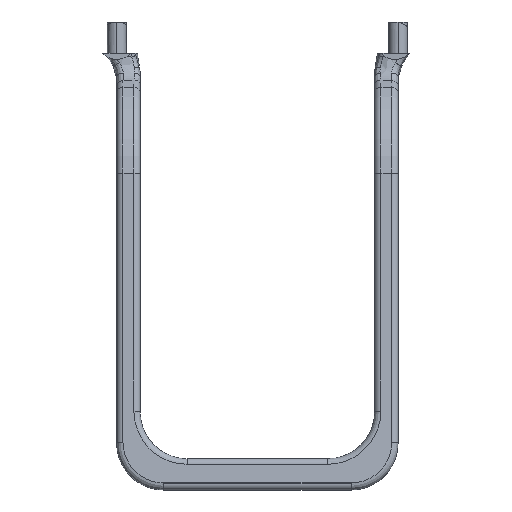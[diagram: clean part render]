
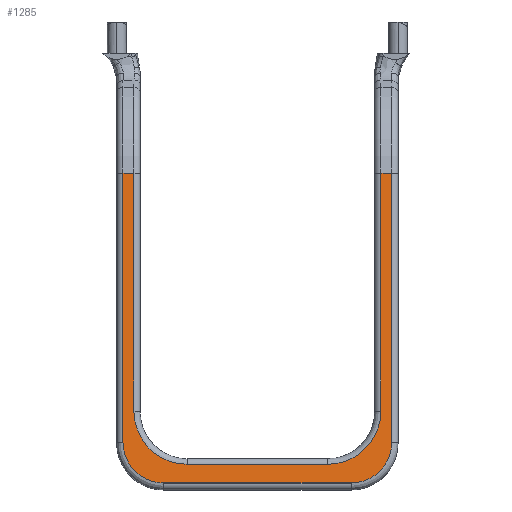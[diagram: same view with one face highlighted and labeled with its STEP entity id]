
A CAD part, top view. The second image highlights one B-rep face of the part: STEP entity #1285.
In plain terms, the highlighted planar face has unit normal (0, 0.116, 0.993).
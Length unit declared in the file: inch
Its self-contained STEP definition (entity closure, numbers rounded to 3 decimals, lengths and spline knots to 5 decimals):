
#49 = CARTESIAN_POINT ( 'NONE',  ( 0.275, -7.19054, 2.1777 ) ) ;
#91 = ORIENTED_EDGE ( 'NONE', *, *, #3729, .T. ) ;
#96 = VERTEX_POINT ( 'NONE', #4924 ) ;
#353 = CARTESIAN_POINT ( 'NONE',  ( 0.1, -6.42898, 2.08905 ) ) ;
#442 = CARTESIAN_POINT ( 'NONE',  ( 4.4, -2.12128, 1.5876 ) ) ;
#501 = CARTESIAN_POINT ( 'NONE',  ( 3.87292, -6.77898, 2.12979 ) ) ;
#508 = DIRECTION ( 'NONE',  ( 0., -0.993, 0.116 ) ) ;
#540 = DIRECTION ( 'NONE',  ( 0., -0.116, -0.993 ) ) ;
#555 = EDGE_CURVE ( 'NONE', #1241, #2253, #3443, .T. ) ;
#593 = ORIENTED_EDGE ( 'NONE', *, *, #2289, .T. ) ;
#616 = CARTESIAN_POINT ( 'NONE',  ( 4.225, -5.94054, 2.03219 ) ) ;
#690 = EDGE_CURVE ( 'NONE', #3189, #4641, #737, .T. ) ;
#737 = LINE ( 'NONE', #1149, #1816 ) ;
#740 = CARTESIAN_POINT ( 'NONE',  ( 0.36924, -7.07898, 2.16471 ) ) ;
#779 = CARTESIAN_POINT ( 'NONE',  ( 0.1, -6.42898, 2.08905 ) ) ;
#788 = CARTESIAN_POINT ( 'NONE',  ( 4.13076, -7.07898, 2.16471 ) ) ;
#836 = AXIS2_PLACEMENT_3D ( 'NONE', #4736, #540, #891 ) ;
#868 = CARTESIAN_POINT ( 'NONE',  ( 4.4, -6.42898, 2.08905 ) ) ;
#891 = DIRECTION ( 'NONE',  ( 0., 0.993, -0.116 ) ) ;
#972 = DIRECTION ( 'NONE',  ( 0., 0.993, -0.116 ) ) ;
#1007 = VECTOR ( 'NONE', #4703, 39.37008 ) ;
#1031 = CARTESIAN_POINT ( 'NONE',  ( 4.225, -2.12128, 1.5876 ) ) ;
#1149 = CARTESIAN_POINT ( 'NONE',  ( 4.5, -2.12128, 1.5876 ) ) ;
#1167 = EDGE_CURVE ( 'NONE', #4641, #3645, #5153, .T. ) ;
#1192 = VERTEX_POINT ( 'NONE', #868 ) ;
#1241 = VERTEX_POINT ( 'NONE', #1703 ) ;
#1285 = ADVANCED_FACE ( 'NONE', ( #4282 ), #2928, .F. ) ;
#1305 = CARTESIAN_POINT ( 'NONE',  ( 3.375, -6.77898, 2.12979 ) ) ;
#1307 = ORIENTED_EDGE ( 'NONE', *, *, #4536, .T. ) ;
#1397 = LINE ( 'NONE', #2136, #5263 ) ;
#1413 =( BOUNDED_CURVE ( )  B_SPLINE_CURVE ( 3, ( #3028, #3815, #5144, #1724 ),
 .UNSPECIFIED., .F., .T. ) 
 B_SPLINE_CURVE_WITH_KNOTS ( ( 4, 4 ),
 ( 0., 1.5708 ),
 .UNSPECIFIED. ) 
 CURVE ( )  GEOMETRIC_REPRESENTATION_ITEM ( )  RATIONAL_B_SPLINE_CURVE ( ( 1., 0.805, 0.805, 1. ) ) 
 REPRESENTATION_ITEM ( '' )  );
#1442 = CARTESIAN_POINT ( 'NONE',  ( 4.225, -5.92898, 2.03084 ) ) ;
#1548 = VECTOR ( 'NONE', #2531, 39.37008 ) ;
#1682 = EDGE_CURVE ( 'NONE', #4828, #3189, #3867, .T. ) ;
#1703 = CARTESIAN_POINT ( 'NONE',  ( 3.375, -6.77898, 2.12979 ) ) ;
#1724 = CARTESIAN_POINT ( 'NONE',  ( 0.275, -5.92898, 2.03084 ) ) ;
#1816 = VECTOR ( 'NONE', #2827, 39.37008 ) ;
#1914 = VERTEX_POINT ( 'NONE', #3441 ) ;
#2020 = CARTESIAN_POINT ( 'NONE',  ( 0.75, -7.07898, 2.16471 ) ) ;
#2136 = CARTESIAN_POINT ( 'NONE',  ( 4.5, -2.12128, 1.5876 ) ) ;
#2185 =( BOUNDED_CURVE ( )  B_SPLINE_CURVE ( 3, ( #2194, #2631, #501, #1305 ),
 .UNSPECIFIED., .F., .T. ) 
 B_SPLINE_CURVE_WITH_KNOTS ( ( 4, 4 ),
 ( 1.5708, 3.14159 ),
 .UNSPECIFIED. ) 
 CURVE ( )  GEOMETRIC_REPRESENTATION_ITEM ( )  RATIONAL_B_SPLINE_CURVE ( ( 1., 0.805, 0.805, 1. ) ) 
 REPRESENTATION_ITEM ( '' )  );
#2194 = CARTESIAN_POINT ( 'NONE',  ( 4.225, -5.92898, 2.03084 ) ) ;
#2199 = CARTESIAN_POINT ( 'NONE',  ( 1.125, -6.77898, 2.12979 ) ) ;
#2253 = VERTEX_POINT ( 'NONE', #2199 ) ;
#2289 = EDGE_CURVE ( 'NONE', #2293, #4665, #4361, .T. ) ;
#2293 = VERTEX_POINT ( 'NONE', #1031 ) ;
#2393 = ORIENTED_EDGE ( 'NONE', *, *, #690, .T. ) ;
#2422 = CARTESIAN_POINT ( 'NONE',  ( 4.5, -7.07898, 2.16471 ) ) ;
#2432 = VECTOR ( 'NONE', #4105, 39.37008 ) ;
#2442 = CARTESIAN_POINT ( 'NONE',  ( 4.4, -6.80974, 2.13337 ) ) ;
#2470 = CARTESIAN_POINT ( 'NONE',  ( 0.1, -6.80974, 2.13337 ) ) ;
#2531 = DIRECTION ( 'NONE',  ( 0., 0.993, -0.116 ) ) ;
#2631 = CARTESIAN_POINT ( 'NONE',  ( 4.225, -6.4269, 2.08881 ) ) ;
#2827 = DIRECTION ( 'NONE',  ( -1., 0., 0. ) ) ;
#2865 = ORIENTED_EDGE ( 'NONE', *, *, #4640, .T. ) ;
#2916 = CARTESIAN_POINT ( 'NONE',  ( 0.1, -2.12128, 1.5876 ) ) ;
#2928 = PLANE ( 'NONE',  #836 ) ;
#3028 = CARTESIAN_POINT ( 'NONE',  ( 1.125, -6.77898, 2.12979 ) ) ;
#3065 = DIRECTION ( 'NONE',  ( -1., 0., 0. ) ) ;
#3095 = DIRECTION ( 'NONE',  ( 0., -0.993, 0.116 ) ) ;
#3176 = EDGE_CURVE ( 'NONE', #2253, #4828, #1413, .T. ) ;
#3189 = VERTEX_POINT ( 'NONE', #4754 ) ;
#3190 = ORIENTED_EDGE ( 'NONE', *, *, #1682, .T. ) ;
#3200 = VECTOR ( 'NONE', #508, 39.37008 ) ;
#3243 = LINE ( 'NONE', #2422, #2432 ) ;
#3334 = CARTESIAN_POINT ( 'NONE',  ( 3.75, -7.07898, 2.16471 ) ) ;
#3410 = VECTOR ( 'NONE', #972, 39.37008 ) ;
#3441 = CARTESIAN_POINT ( 'NONE',  ( 0.75, -7.07898, 2.16471 ) ) ;
#3443 = LINE ( 'NONE', #5151, #1007 ) ;
#3490 = ORIENTED_EDGE ( 'NONE', *, *, #4201, .T. ) ;
#3645 = VERTEX_POINT ( 'NONE', #779 ) ;
#3656 =( BOUNDED_CURVE ( )  B_SPLINE_CURVE ( 3, ( #353, #2470, #740, #2020 ),
 .UNSPECIFIED., .F., .F. ) 
 B_SPLINE_CURVE_WITH_KNOTS ( ( 4, 4 ),
 ( 1.5708, 3.14159 ),
 .UNSPECIFIED. ) 
 CURVE ( )  GEOMETRIC_REPRESENTATION_ITEM ( )  RATIONAL_B_SPLINE_CURVE ( ( 1., 0.805, 0.805, 1. ) ) 
 REPRESENTATION_ITEM ( '' )  );
#3729 = EDGE_CURVE ( 'NONE', #5323, #2293, #1397, .T. ) ;
#3781 = ORIENTED_EDGE ( 'NONE', *, *, #5116, .T. ) ;
#3814 = ORIENTED_EDGE ( 'NONE', *, *, #555, .T. ) ;
#3815 = CARTESIAN_POINT ( 'NONE',  ( 0.62708, -6.77898, 2.12979 ) ) ;
#3867 = LINE ( 'NONE', #49, #1548 ) ;
#3934 = EDGE_LOOP ( 'NONE', ( #4073, #3190, #2393, #4368, #1307, #2865, #3781, #3490, #91, #593, #3977, #3814 ) ) ;
#3954 = CARTESIAN_POINT ( 'NONE',  ( 0.275, -5.92898, 2.03084 ) ) ;
#3977 = ORIENTED_EDGE ( 'NONE', *, *, #4166, .T. ) ;
#4073 = ORIENTED_EDGE ( 'NONE', *, *, #3176, .T. ) ;
#4105 = DIRECTION ( 'NONE',  ( 1., 0., 0. ) ) ;
#4166 = EDGE_CURVE ( 'NONE', #4665, #1241, #2185, .T. ) ;
#4201 = EDGE_CURVE ( 'NONE', #1192, #5323, #5176, .T. ) ;
#4219 = CARTESIAN_POINT ( 'NONE',  ( 4.4, -2.12128, 1.5876 ) ) ;
#4282 = FACE_OUTER_BOUND ( 'NONE', #3934, .T. ) ;
#4361 = LINE ( 'NONE', #616, #5171 ) ;
#4368 = ORIENTED_EDGE ( 'NONE', *, *, #1167, .T. ) ;
#4536 = EDGE_CURVE ( 'NONE', #3645, #1914, #3656, .T. ) ;
#4640 = EDGE_CURVE ( 'NONE', #1914, #96, #3243, .T. ) ;
#4641 = VERTEX_POINT ( 'NONE', #2916 ) ;
#4665 = VERTEX_POINT ( 'NONE', #1442 ) ;
#4675 = CARTESIAN_POINT ( 'NONE',  ( 0.1, -7.19054, 2.1777 ) ) ;
#4703 = DIRECTION ( 'NONE',  ( -1., 0., 0. ) ) ;
#4736 = CARTESIAN_POINT ( 'NONE',  ( 4.5, -7.19054, 2.1777 ) ) ;
#4754 = CARTESIAN_POINT ( 'NONE',  ( 0.275, -2.12128, 1.5876 ) ) ;
#4828 = VERTEX_POINT ( 'NONE', #3954 ) ;
#4924 = CARTESIAN_POINT ( 'NONE',  ( 3.75, -7.07898, 2.16471 ) ) ;
#5012 = CARTESIAN_POINT ( 'NONE',  ( 4.4, -6.42898, 2.08905 ) ) ;
#5081 =( BOUNDED_CURVE ( )  B_SPLINE_CURVE ( 3, ( #3334, #788, #2442, #5012 ),
 .UNSPECIFIED., .F., .T. ) 
 B_SPLINE_CURVE_WITH_KNOTS ( ( 4, 4 ),
 ( 0., 1.5708 ),
 .UNSPECIFIED. ) 
 CURVE ( )  GEOMETRIC_REPRESENTATION_ITEM ( )  RATIONAL_B_SPLINE_CURVE ( ( 1., 0.805, 0.805, 1. ) ) 
 REPRESENTATION_ITEM ( '' )  );
#5116 = EDGE_CURVE ( 'NONE', #96, #1192, #5081, .T. ) ;
#5144 = CARTESIAN_POINT ( 'NONE',  ( 0.275, -6.4269, 2.08881 ) ) ;
#5151 = CARTESIAN_POINT ( 'NONE',  ( 4.5, -6.77898, 2.12979 ) ) ;
#5153 = LINE ( 'NONE', #4675, #3200 ) ;
#5171 = VECTOR ( 'NONE', #3095, 39.37008 ) ;
#5176 = LINE ( 'NONE', #442, #3410 ) ;
#5263 = VECTOR ( 'NONE', #3065, 39.37008 ) ;
#5323 = VERTEX_POINT ( 'NONE', #4219 ) ;
